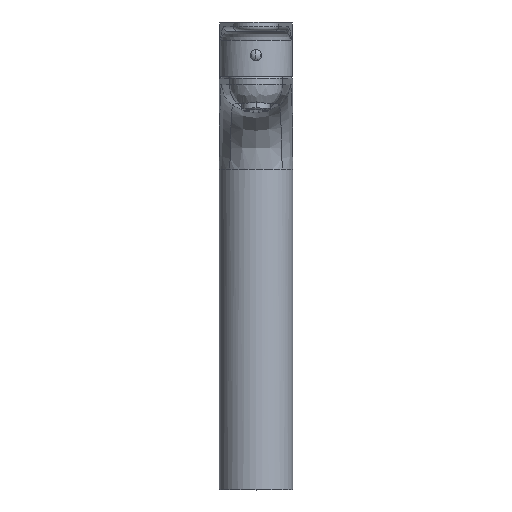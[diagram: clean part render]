
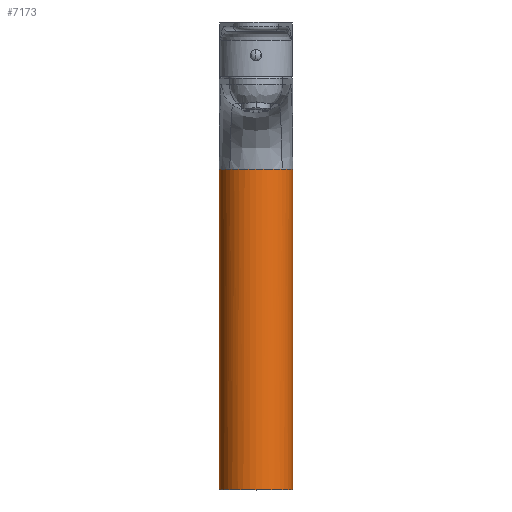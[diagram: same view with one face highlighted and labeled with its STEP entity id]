
A CAD part, top view. The second image highlights one B-rep face of the part: STEP entity #7173.
In plain terms, the highlighted cylindrical face has radius 24.5 mm (diameter 49 mm), a partial arc.
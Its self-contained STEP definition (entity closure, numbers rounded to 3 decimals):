
#180=CARTESIAN_POINT('',(0.,1.5,0.));
#181=DIRECTION('',(0.,1.,0.));
#182=DIRECTION('',(-1.,0.,0.));
#183=AXIS2_PLACEMENT_3D('',#180,#181,#182);
#185=DIRECTION('',(0.,1.,0.));
#186=VECTOR('',#185,273.5);
#187=CARTESIAN_POINT('',(-24.5,1.5,0.));
#188=LINE('',#187,#186);
#189=CARTESIAN_POINT('',(0.,275.,0.));
#190=DIRECTION('',(0.,1.,0.));
#191=DIRECTION('',(-1.,0.,0.));
#192=AXIS2_PLACEMENT_3D('',#189,#190,#191);
#194=DIRECTION('',(0.,1.,0.));
#195=VECTOR('',#194,4.);
#196=CARTESIAN_POINT('',(-24.486,271.,0.843));
#197=LINE('',#196,#195);
#198=DIRECTION('',(0.,1.,0.));
#199=VECTOR('',#198,56.);
#200=CARTESIAN_POINT('',(-24.486,215.,0.843));
#201=LINE('',#200,#199);
#202=CARTESIAN_POINT('',(0.,215.,0.));
#203=DIRECTION('',(0.,-1.,0.));
#204=DIRECTION('',(-0.71,0.,0.704));
#205=AXIS2_PLACEMENT_3D('',#202,#203,#204);
#207=CARTESIAN_POINT('',(0.,215.,0.));
#208=DIRECTION('',(0.,-1.,0.));
#209=DIRECTION('',(0.71,0.,0.704));
#210=AXIS2_PLACEMENT_3D('',#207,#208,#209);
#212=CARTESIAN_POINT('',(0.,215.,0.));
#213=DIRECTION('',(0.,-1.,0.));
#214=DIRECTION('',(0.999,0.,0.034));
#215=AXIS2_PLACEMENT_3D('',#212,#213,#214);
#217=DIRECTION('',(0.,1.,0.));
#218=VECTOR('',#217,56.);
#219=CARTESIAN_POINT('',(24.486,215.,0.843));
#220=LINE('',#219,#218);
#221=DIRECTION('',(0.,1.,0.));
#222=VECTOR('',#221,4.);
#223=CARTESIAN_POINT('',(24.486,271.,0.843));
#224=LINE('',#223,#222);
#225=CARTESIAN_POINT('',(0.,275.,0.));
#226=DIRECTION('',(0.,1.,0.));
#227=DIRECTION('',(0.999,0.,0.034));
#228=AXIS2_PLACEMENT_3D('',#225,#226,#227);
#245=DIRECTION('',(0.,1.,0.));
#246=VECTOR('',#245,273.5);
#247=CARTESIAN_POINT('',(24.5,1.5,0.));
#248=LINE('',#247,#246);
#6137=CARTESIAN_POINT('',(24.486,215.,0.843));
#6138=CARTESIAN_POINT('',(24.486,271.,0.843));
#6139=VERTEX_POINT('',#6137);
#6140=VERTEX_POINT('',#6138);
#6141=CARTESIAN_POINT('',(17.388,215.,17.26));
#6142=VERTEX_POINT('',#6141);
#6143=CARTESIAN_POINT('',(-17.388,215.,17.26));
#6144=VERTEX_POINT('',#6143);
#6145=CARTESIAN_POINT('',(-24.486,215.,0.843));
#6146=VERTEX_POINT('',#6145);
#6147=CARTESIAN_POINT('',(-24.486,271.,0.843));
#6148=VERTEX_POINT('',#6147);
#6175=CARTESIAN_POINT('',(24.486,275.,0.843));
#6176=CARTESIAN_POINT('',(24.5,275.,0.));
#6177=VERTEX_POINT('',#6175);
#6178=VERTEX_POINT('',#6176);
#6179=CARTESIAN_POINT('',(-24.5,275.,0.));
#6180=VERTEX_POINT('',#6179);
#6181=CARTESIAN_POINT('',(-24.486,275.,0.843));
#6182=VERTEX_POINT('',#6181);
#6545=CARTESIAN_POINT('',(24.5,1.5,0.));
#6546=CARTESIAN_POINT('',(-24.5,1.5,0.));
#6547=VERTEX_POINT('',#6545);
#6548=VERTEX_POINT('',#6546);
#7145=CARTESIAN_POINT('',(0.,0.,0.));
#7146=DIRECTION('',(0.,1.,0.));
#7147=DIRECTION('',(1.,0.,0.));
#7148=AXIS2_PLACEMENT_3D('',#7145,#7146,#7147);
#7149=CYLINDRICAL_SURFACE('',#7148,24.5);
#7151=ORIENTED_EDGE('',*,*,#7150,.F.);
#7153=ORIENTED_EDGE('',*,*,#7152,.T.);
#7154=ORIENTED_EDGE('',*,*,#6994,.T.);
#7156=ORIENTED_EDGE('',*,*,#7155,.F.);
#7158=ORIENTED_EDGE('',*,*,#7157,.F.);
#7160=ORIENTED_EDGE('',*,*,#7159,.F.);
#7162=ORIENTED_EDGE('',*,*,#7161,.F.);
#7164=ORIENTED_EDGE('',*,*,#7163,.F.);
#7166=ORIENTED_EDGE('',*,*,#7165,.T.);
#7167=ORIENTED_EDGE('',*,*,#7128,.T.);
#7168=ORIENTED_EDGE('',*,*,#6998,.T.);
#7170=ORIENTED_EDGE('',*,*,#7169,.F.);
#7171=EDGE_LOOP('',(#7151,#7153,#7154,#7156,#7158,#7160,#7162,#7164,#7166,#7167,
#7168,#7170));
#7172=FACE_OUTER_BOUND('',#7171,.F.);
#7173=ADVANCED_FACE('',(#7172),#7149,.T.);
#184=CIRCLE('',#183,24.5);
#193=CIRCLE('',#192,24.5);
#206=CIRCLE('',#205,24.5);
#211=CIRCLE('',#210,24.5);
#216=CIRCLE('',#215,24.5);
#229=CIRCLE('',#228,24.5);
#6994=EDGE_CURVE('',#6180,#6182,#193,.T.);
#6998=EDGE_CURVE('',#6177,#6178,#229,.T.);
#7128=EDGE_CURVE('',#6140,#6177,#224,.T.);
#7150=EDGE_CURVE('',#6548,#6547,#184,.T.);
#7152=EDGE_CURVE('',#6548,#6180,#188,.T.);
#7155=EDGE_CURVE('',#6148,#6182,#197,.T.);
#7157=EDGE_CURVE('',#6146,#6148,#201,.T.);
#7159=EDGE_CURVE('',#6144,#6146,#206,.T.);
#7161=EDGE_CURVE('',#6142,#6144,#211,.T.);
#7163=EDGE_CURVE('',#6139,#6142,#216,.T.);
#7165=EDGE_CURVE('',#6139,#6140,#220,.T.);
#7169=EDGE_CURVE('',#6547,#6178,#248,.T.);
